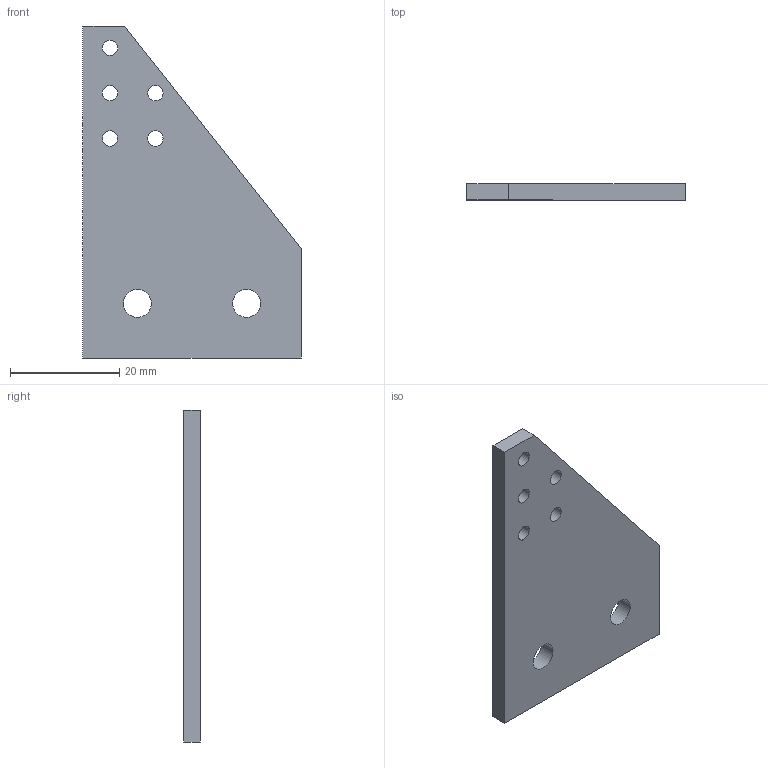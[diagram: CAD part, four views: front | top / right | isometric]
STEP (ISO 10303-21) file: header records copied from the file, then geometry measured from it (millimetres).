
FILE_DESCRIPTION(/* description */ ('アクリル3mm'),/* implementation_level */ '2;1');
FILE_NAME(/* name */ 'tri_Bracket.stp',/* time_stamp */ '2023-04-14T13:44:41+09:00',/* author */ ('ak'),/* organization */ (''),/* preprocessor_version */ 'ST-DEVELOPER v19.2',/* originating_system */ 'Autodesk Inventor 2023',/* authorisation */ '');
FILE_SCHEMA (('AUTOMOTIVE_DESIGN { 1 0 10303 214 3 1 1 }'));
Length unit declared in the file: millimetre
Products named in the file (1): X End Stop Bracket
Bounding box: 40 x 3 x 60.79 mm (x, y, z)
Volume: 5102 mm3; surface area: 4170.9 mm2
Topology: 1 solids, 1 shells, 14 faces, 36 edges, 24 vertices
Faces by surface type: cylinder 7, plane 7
Full cylindrical faces by diameter (mm): 2.8 x5, 5.1 x2
Entity records: 514 total; most frequent: DIRECTION 80, CARTESIAN_POINT 75, ORIENTED_EDGE 72, EDGE_CURVE 36, AXIS2_PLACEMENT_3D 29, EDGE_LOOP 28, VERTEX_POINT 24, LINE 22
